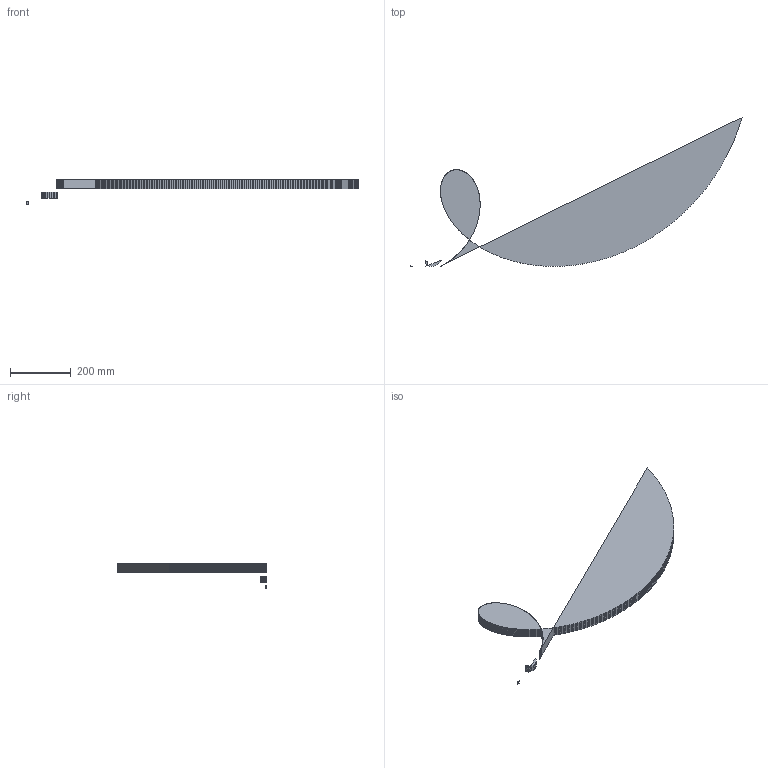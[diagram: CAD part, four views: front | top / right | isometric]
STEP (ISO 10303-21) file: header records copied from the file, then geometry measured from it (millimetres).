
FILE_DESCRIPTION(('Open CASCADE Model'),'2;1');
FILE_NAME('Open CASCADE Shape Model','2024-05-31T13:19:00',('Author'),( 'Open CASCADE'),'Open CASCADE STEP processor 7.7','Open CASCADE 7.7' ,'Unknown');
FILE_SCHEMA(('AUTOMOTIVE_DESIGN { 1 0 10303 214 1 1 1 1 }'));
Length unit declared in the file: millimetre
Products named in the file (4): Open CASCADE STEP translator 7.7 21; Open CASCADE STEP translator 7.7 21.1; Open CASCADE STEP translator 7.7 21.2; Open CASCADE STEP translator 7.7 21.3
Assembly tree (3 placements, depth 2):
  Open CASCADE STEP translator 7.7 21
    Open CASCADE STEP translator 7.7 21.1
    Open CASCADE STEP translator 7.7 21.2
    Open CASCADE STEP translator 7.7 21.3
Bounding box: 1089.96 x 488.73 x 80 mm (x, y, z)
Volume: 5127701 mm3; surface area: 440872.3 mm2
Topology: 3 solids, 3 shells, 546 faces, 1610 edges, 1070 vertices
Faces by surface type: plane 546
Entity records: 38284 total; most frequent: CARTESIAN_POINT 6370, DIRECTION 5850, LINE 4770, VECTOR 4770, ORIENTED_EDGE 3180, PCURVE 3180, DEFINITIONAL_REPRESENTATION 3180, EDGE_CURVE 1590
